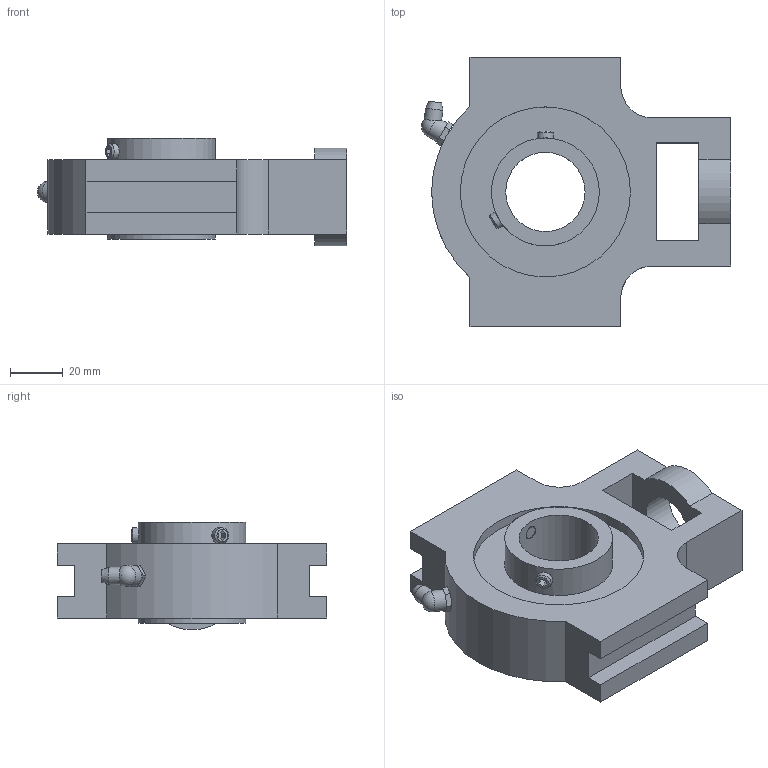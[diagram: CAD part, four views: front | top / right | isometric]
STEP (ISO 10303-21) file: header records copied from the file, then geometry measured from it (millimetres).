
FILE_DESCRIPTION( ( 'STEP AP203' ), '1' );
FILE_NAME( 'UCT206D1(30,D1).stp', '2019-08-08T07:44:57', ( '' ), ( '' ), ' ', 'PARTsolutions', ' ' );
FILE_SCHEMA( ( 'CONFIG_CONTROL_DESIGN' ) );
Length unit declared in the file: millimetre
Products named in the file (3): UCT206D1(30,D1); _UCT206D1UCT Housing; _GB-1/4-28UNFGNUCT
Assembly tree (2 placements, depth 2):
  UCT206D1(30,D1)
    _UCT206D1UCT Housing
    _GB-1/4-28UNFGNUCT
Bounding box: 116.85 x 102 x 40.64 mm (x, y, z)
Volume: 190972.3 mm3; surface area: 38964.3 mm2
Topology: 2 solids, 2 shells, 82 faces, 204 edges, 133 vertices
Faces by surface type: plane 59, cylinder 17, cone 5, sphere 1
Full cylindrical faces by diameter (mm): 5.08 x2, 6 x2, 6.6 x1, 8 x1, 22 x1, 30 x1, 40.8 x2, 64.3 x2
Entity records: 2652 total; most frequent: CARTESIAN_POINT 666, DIRECTION 384, ORIENTED_EDGE 358, EDGE_CURVE 179, LINE 134, VECTOR 134, VERTEX_POINT 127, AXIS2_PLACEMENT_3D 125
